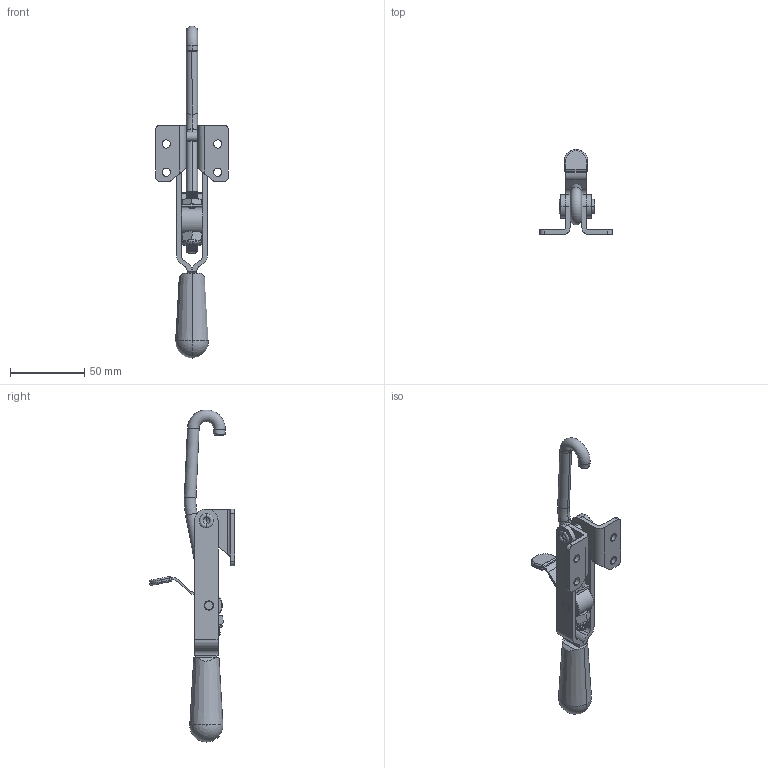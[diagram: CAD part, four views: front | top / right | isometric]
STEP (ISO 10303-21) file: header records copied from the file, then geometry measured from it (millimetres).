
FILE_DESCRIPTION (( 'STEP AP203' ), '1' );
FILE_NAME ('5136A13_Latch-Style Toggle Clamp.STEP', '2021-10-01T20:12:57', ( 'Administrator' ), ( 'Managed by Terraform' ), 'SwSTEP 2.0', 'SolidWorks 2017', '' );
FILE_SCHEMA (( 'CONFIG_CONTROL_DESIGN' ));
Length unit declared in the file: inch
Products named in the file (1): 5136A13_Latch-Style Toggle Clamp
Bounding box: 49.02 x 57.46 x 223.94 mm (x, y, z)
Volume: 51696.7 mm3; surface area: 30711.5 mm2
Topology: 12 solids, 12 shells, 313 faces, 794 edges, 502 vertices
Faces by surface type: cylinder 159, plane 85, cone 48, torus 11, sphere 7, bspline 3
Entity records: 14861 total; most frequent: CARTESIAN_POINT 7650, ORIENTED_EDGE 1566, DIRECTION 1431, EDGE_CURVE 783, AXIS2_PLACEMENT_3D 555, VERTEX_POINT 497, EDGE_LOOP 344, LINE 321
